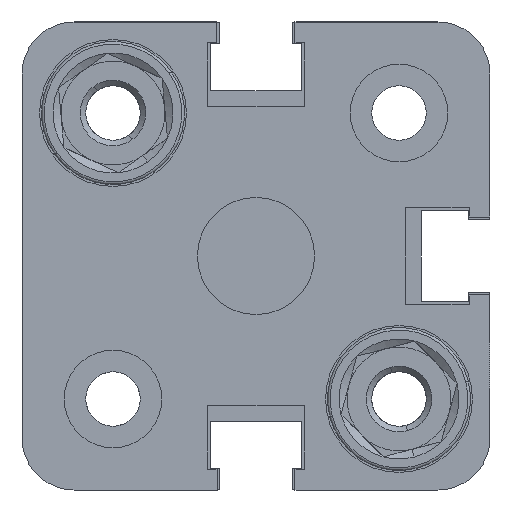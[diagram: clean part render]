
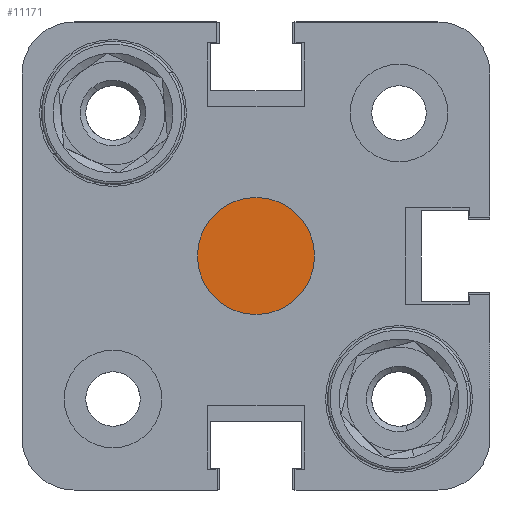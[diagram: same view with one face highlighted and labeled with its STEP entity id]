
A CAD part, left-side view. The second image highlights one B-rep face of the part: STEP entity #11171.
In plain terms, the highlighted planar face has unit normal (-1, 0, 0).
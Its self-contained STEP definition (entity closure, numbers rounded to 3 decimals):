
#3066 = CARTESIAN_POINT ( 'NONE',  ( 3., 0., 0. ) ) ;
#3407 = DIRECTION ( 'NONE',  ( -1., 0., 0. ) ) ;
#6131 = CIRCLE ( 'NONE', #9460, 4.5 ) ;
#7200 = CARTESIAN_POINT ( 'NONE',  ( 3., 0., 4.5 ) ) ;
#7426 = VERTEX_POINT ( 'NONE', #7200 ) ;
#8074 = EDGE_CURVE ( 'NONE', #11911, #7426, #6131, .T. ) ;
#9184 = AXIS2_PLACEMENT_3D ( 'NONE', #3066, #22667, #15149 ) ;
#9460 = AXIS2_PLACEMENT_3D ( 'NONE', #20250, #23883, #19806 ) ;
#9466 = ORIENTED_EDGE ( 'NONE', *, *, #22336, .T. ) ;
#11171 = ADVANCED_FACE ( 'NONE', ( #24773 ), #21065, .T. ) ;
#11784 = EDGE_LOOP ( 'NONE', ( #9466, #19898 ) ) ;
#11818 = DIRECTION ( 'NONE',  ( 0., 0., 1. ) ) ;
#11911 = VERTEX_POINT ( 'NONE', #12622 ) ;
#12622 = CARTESIAN_POINT ( 'NONE',  ( 3., 0., -4.5 ) ) ;
#13009 = AXIS2_PLACEMENT_3D ( 'NONE', #25891, #3407, #11818 ) ;
#13024 = CIRCLE ( 'NONE', #13009, 4.5 ) ;
#15149 = DIRECTION ( 'NONE',  ( 0., 0., 1. ) ) ;
#19806 = DIRECTION ( 'NONE',  ( 0., 0., 1. ) ) ;
#19898 = ORIENTED_EDGE ( 'NONE', *, *, #8074, .T. ) ;
#20250 = CARTESIAN_POINT ( 'NONE',  ( 3., 0., 0. ) ) ;
#21065 = PLANE ( 'NONE',  #9184 ) ;
#22336 = EDGE_CURVE ( 'NONE', #7426, #11911, #13024, .T. ) ;
#22667 = DIRECTION ( 'NONE',  ( -1., 0., 0. ) ) ;
#23883 = DIRECTION ( 'NONE',  ( -1., 0., 0. ) ) ;
#24773 = FACE_OUTER_BOUND ( 'NONE', #11784, .T. ) ;
#25891 = CARTESIAN_POINT ( 'NONE',  ( 3., 0., 0. ) ) ;
